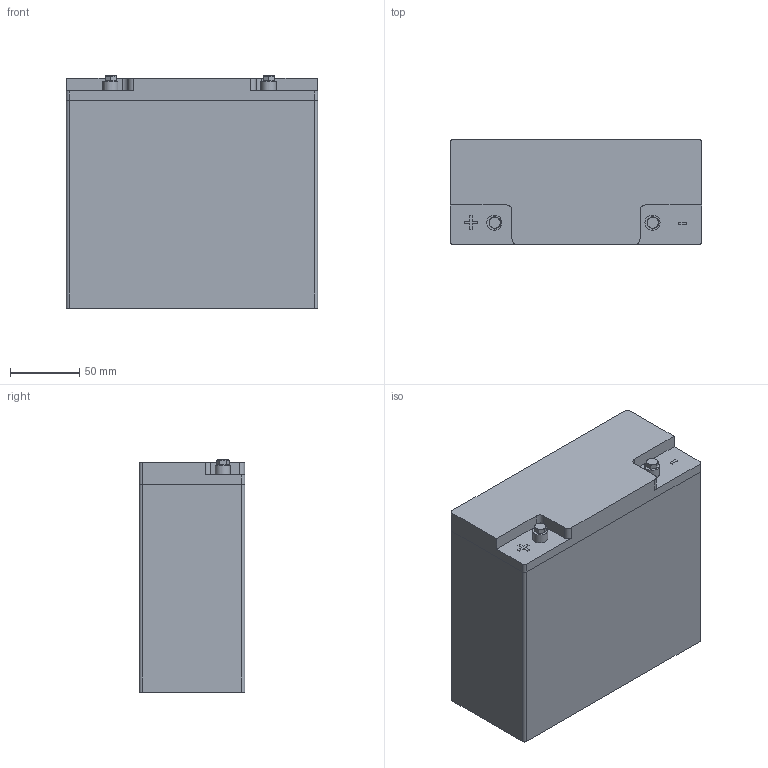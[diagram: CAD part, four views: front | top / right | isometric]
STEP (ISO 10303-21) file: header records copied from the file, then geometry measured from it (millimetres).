
FILE_DESCRIPTION(/* description */ (''),/* implementation_level */ '2;1');
FILE_NAME(/* name */ 'battery - 12.8V 20Ah.step',/* time_stamp */ '2024-05-15T13:16:56-05:00',/* author */ (''),/* organization */ (''),/* preprocessor_version */ 'ST-DEVELOPER v20',/* originating_system */ 'Autodesk Translation Framework v12.20.1.177',/* authorisation */ '');
FILE_SCHEMA (('AUTOMOTIVE_DESIGN { 1 0 10303 214 3 1 1 }'));
Length unit declared in the file: millimetre
Products named in the file (7): battery - 12.8V 20Ah; battery - 12.8V 20Ah_1; 93635A160_316 Stainless Steel Hex Head Screw; top; +post; -post; base
Assembly tree (7 placements, depth 3):
  battery - 12.8V 20Ah
    battery - 12.8V 20Ah_1
      93635A160_316 Stainless Steel Hex Head Screw  x2
      top
      +post
      -post
      base
Bounding box: 181.5 x 76.2 x 167.75 mm (x, y, z)
Volume: 2279545.5 mm3; surface area: 143990.9 mm2
Topology: 8 solids, 8 shells, 160 faces, 410 edges, 268 vertices
Faces by surface type: cylinder 78, plane 60, cone 18, bspline 4
Full cylindrical faces by diameter (mm): 3.961 x28, 5 x26, 11 x4
Entity records: 5954 total; most frequent: CARTESIAN_POINT 3258, ORIENTED_EDGE 548, DIRECTION 485, EDGE_CURVE 274, VERTEX_POINT 180, AXIS2_PLACEMENT_3D 168, LINE 149, VECTOR 149
